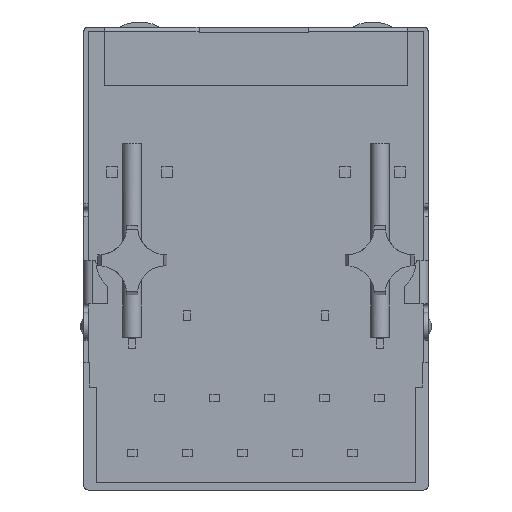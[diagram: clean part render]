
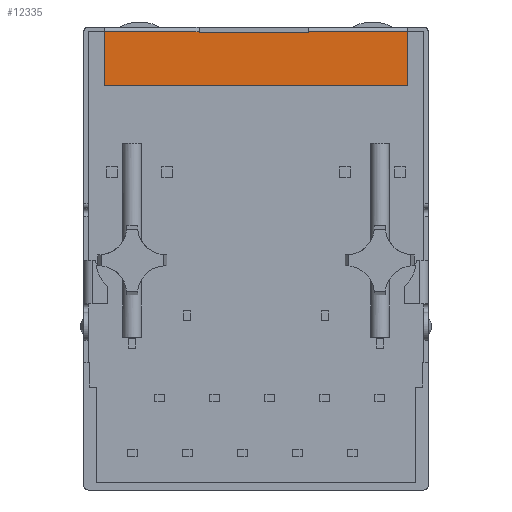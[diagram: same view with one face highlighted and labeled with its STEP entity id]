
A CAD part, front view. The second image highlights one B-rep face of the part: STEP entity #12335.
In plain terms, the highlighted planar face has unit normal (0, -1, 0).
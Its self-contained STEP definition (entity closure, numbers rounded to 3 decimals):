
#155 = LINE ( 'NONE', #4082, #4055 ) ;
#198 = DIRECTION ( 'NONE',  ( 0., 0., 1. ) ) ;
#358 = CARTESIAN_POINT ( 'NONE',  ( -29.218, -6.75, -0.2 ) ) ;
#370 = CARTESIAN_POINT ( 'NONE',  ( -29.218, -6.75, -0.2 ) ) ;
#404 = ORIENTED_EDGE ( 'NONE', *, *, #9193, .F. ) ;
#713 = VERTEX_POINT ( 'NONE', #5150 ) ;
#864 = CARTESIAN_POINT ( 'NONE',  ( -7.95, -6.75, -0.25 ) ) ;
#1035 = ORIENTED_EDGE ( 'NONE', *, *, #10918, .T. ) ;
#1044 = VERTEX_POINT ( 'NONE', #6566 ) ;
#1120 = ORIENTED_EDGE ( 'NONE', *, *, #5690, .T. ) ;
#1409 = DIRECTION ( 'NONE',  ( 1., 0., 0. ) ) ;
#1618 = LINE ( 'NONE', #4628, #12273 ) ;
#1933 = VECTOR ( 'NONE', #4993, 1000. ) ;
#2093 = CARTESIAN_POINT ( 'NONE',  ( 7., -6.75, -0.2 ) ) ;
#2263 = VERTEX_POINT ( 'NONE', #6111 ) ;
#2539 = CARTESIAN_POINT ( 'NONE',  ( -7., -6.75, 0. ) ) ;
#2622 = CARTESIAN_POINT ( 'NONE',  ( -7., -6.75, -0.2 ) ) ;
#2669 = LINE ( 'NONE', #2539, #12672 ) ;
#3166 = CARTESIAN_POINT ( 'NONE',  ( -7., -6.75, -2.7 ) ) ;
#3206 = CARTESIAN_POINT ( 'NONE',  ( 2.43, -6.75, -0.25 ) ) ;
#3716 = DIRECTION ( 'NONE',  ( 0., 0., -1. ) ) ;
#3854 = ORIENTED_EDGE ( 'NONE', *, *, #4338, .T. ) ;
#4004 = ORIENTED_EDGE ( 'NONE', *, *, #5642, .T. ) ;
#4055 = VECTOR ( 'NONE', #10064, 1000. ) ;
#4082 = CARTESIAN_POINT ( 'NONE',  ( -7.95, -6.75, -2.7 ) ) ;
#4338 = EDGE_CURVE ( 'NONE', #713, #6621, #11513, .T. ) ;
#4465 = DIRECTION ( 'NONE',  ( 0., -1., 0. ) ) ;
#4628 = CARTESIAN_POINT ( 'NONE',  ( -2.63, -6.75, 0. ) ) ;
#4860 = LINE ( 'NONE', #864, #1933 ) ;
#4910 = DIRECTION ( 'NONE',  ( 0., 0., -1. ) ) ;
#4993 = DIRECTION ( 'NONE',  ( -1., 0., 0. ) ) ;
#5073 = FACE_OUTER_BOUND ( 'NONE', #11331, .T. ) ;
#5108 = LINE ( 'NONE', #9074, #10864 ) ;
#5150 = CARTESIAN_POINT ( 'NONE',  ( 7., -6.75, -2.7 ) ) ;
#5329 = LINE ( 'NONE', #358, #8187 ) ;
#5573 = VERTEX_POINT ( 'NONE', #3206 ) ;
#5642 = EDGE_CURVE ( 'NONE', #9229, #1044, #1618, .T. ) ;
#5690 = EDGE_CURVE ( 'NONE', #11177, #10428, #2669, .T. ) ;
#6111 = CARTESIAN_POINT ( 'NONE',  ( 2.43, -6.75, -0.2 ) ) ;
#6412 = DIRECTION ( 'NONE',  ( 0., 0., -1. ) ) ;
#6566 = CARTESIAN_POINT ( 'NONE',  ( -2.63, -6.75, -0.2 ) ) ;
#6621 = VERTEX_POINT ( 'NONE', #2093 ) ;
#6659 = EDGE_CURVE ( 'NONE', #2263, #5573, #5108, .T. ) ;
#7541 = EDGE_CURVE ( 'NONE', #11177, #1044, #10342, .T. ) ;
#8008 = PLANE ( 'NONE',  #8917 ) ;
#8187 = VECTOR ( 'NONE', #8324, 1000. ) ;
#8324 = DIRECTION ( 'NONE',  ( 1., 0., 0. ) ) ;
#8522 = CARTESIAN_POINT ( 'NONE',  ( 7., -6.75, 0. ) ) ;
#8765 = CARTESIAN_POINT ( 'NONE',  ( -2.63, -6.75, -0.25 ) ) ;
#8917 = AXIS2_PLACEMENT_3D ( 'NONE', #10382, #4465, #6412 ) ;
#9074 = CARTESIAN_POINT ( 'NONE',  ( 2.43, -6.75, 0. ) ) ;
#9193 = EDGE_CURVE ( 'NONE', #2263, #6621, #5329, .T. ) ;
#9229 = VERTEX_POINT ( 'NONE', #8765 ) ;
#9396 = VECTOR ( 'NONE', #1409, 1000. ) ;
#9728 = ORIENTED_EDGE ( 'NONE', *, *, #10490, .T. ) ;
#10064 = DIRECTION ( 'NONE',  ( 1., 0., 0. ) ) ;
#10342 = LINE ( 'NONE', #370, #9396 ) ;
#10382 = CARTESIAN_POINT ( 'NONE',  ( -7.95, -6.75, 0. ) ) ;
#10428 = VERTEX_POINT ( 'NONE', #3166 ) ;
#10487 = DIRECTION ( 'NONE',  ( 0., 0., 1. ) ) ;
#10490 = EDGE_CURVE ( 'NONE', #10428, #713, #155, .T. ) ;
#10498 = ORIENTED_EDGE ( 'NONE', *, *, #6659, .T. ) ;
#10577 = ORIENTED_EDGE ( 'NONE', *, *, #7541, .F. ) ;
#10864 = VECTOR ( 'NONE', #4910, 1000. ) ;
#10918 = EDGE_CURVE ( 'NONE', #5573, #9229, #4860, .T. ) ;
#11177 = VERTEX_POINT ( 'NONE', #2622 ) ;
#11331 = EDGE_LOOP ( 'NONE', ( #3854, #404, #10498, #1035, #4004, #10577, #1120, #9728 ) ) ;
#11513 = LINE ( 'NONE', #8522, #11603 ) ;
#11603 = VECTOR ( 'NONE', #198, 1000. ) ;
#12273 = VECTOR ( 'NONE', #10487, 1000. ) ;
#12335 = ADVANCED_FACE ( 'NONE', ( #5073 ), #8008, .T. ) ;
#12672 = VECTOR ( 'NONE', #3716, 1000. ) ;
